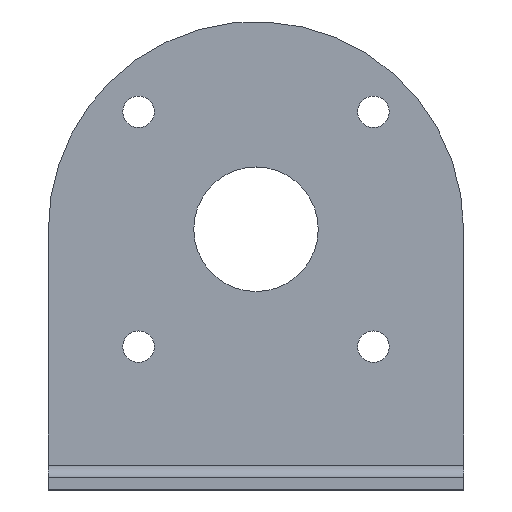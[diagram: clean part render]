
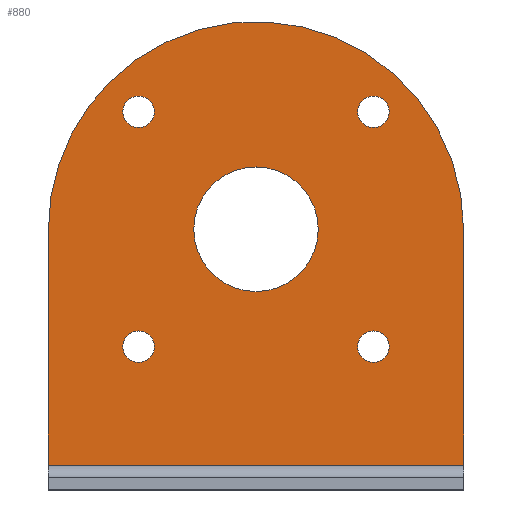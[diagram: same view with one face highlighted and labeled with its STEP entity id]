
A CAD part, top view. The second image highlights one B-rep face of the part: STEP entity #880.
In plain terms, the highlighted planar face has unit normal (0, 0, 1).
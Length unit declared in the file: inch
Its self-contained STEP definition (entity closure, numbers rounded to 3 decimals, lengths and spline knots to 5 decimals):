
#55=CARTESIAN_POINT('',(-0.375,0.,0.075));
#56=VERTEX_POINT('',#55);
#65=CARTESIAN_POINT('',(0.375,0.,0.075));
#66=VERTEX_POINT('',#65);
#67=CARTESIAN_POINT('',(0.0,0.0,0.075));
#68=DIRECTION('',(0.0,0.0,-1.0));
#69=DIRECTION('',(-1.0,0.0,0.0));
#70=AXIS2_PLACEMENT_3D('',#67,#68,#69);
#71=CIRCLE('',#70,0.375);
#72=EDGE_CURVE('',#66,#56,#71,.T.);
#99=CARTESIAN_POINT('',(-0.88388,0.88388,0.075));
#100=VERTEX_POINT('',#99);
#116=CARTESIAN_POINT('',(-1.25,0.0,0.075));
#117=VERTEX_POINT('',#116);
#124=CARTESIAN_POINT('',(0.0,0.0,0.075));
#125=DIRECTION('',(0.0,0.0,-1.));
#126=DIRECTION('',(0.707,0.707,0.0));
#127=AXIS2_PLACEMENT_3D('',#124,#125,#126);
#128=CIRCLE('',#127,1.25);
#129=EDGE_CURVE('',#117,#100,#128,.T.);
#162=CARTESIAN_POINT('',(0.80211,0.70711,0.075));
#163=VERTEX_POINT('',#162);
#179=CARTESIAN_POINT('',(0.61211,0.70711,0.075));
#180=VERTEX_POINT('',#179);
#187=CARTESIAN_POINT('',(0.70711,0.70711,0.075));
#188=DIRECTION('',(0.0,0.0,-1.0));
#189=DIRECTION('',(1.0,0.0,0.0));
#190=AXIS2_PLACEMENT_3D('',#187,#188,#189);
#191=CIRCLE('',#190,0.095);
#192=EDGE_CURVE('',#163,#180,#191,.T.);
#225=CARTESIAN_POINT('',(0.70711,-0.80211,0.075));
#226=VERTEX_POINT('',#225);
#242=CARTESIAN_POINT('',(0.70711,-0.61211,0.075));
#243=VERTEX_POINT('',#242);
#250=CARTESIAN_POINT('',(0.70711,-0.70711,0.075));
#251=DIRECTION('',(0.0,0.0,-1.0));
#252=DIRECTION('',(0.0,-1.0,0.0));
#253=AXIS2_PLACEMENT_3D('',#250,#251,#252);
#254=CIRCLE('',#253,0.095);
#255=EDGE_CURVE('',#226,#243,#254,.T.);
#288=CARTESIAN_POINT('',(-0.70711,0.80211,0.075));
#289=VERTEX_POINT('',#288);
#305=CARTESIAN_POINT('',(-0.70711,0.61211,0.075));
#306=VERTEX_POINT('',#305);
#313=CARTESIAN_POINT('',(-0.70711,0.70711,0.075));
#314=DIRECTION('',(0.0,0.0,-1.0));
#315=DIRECTION('',(0.0,1.0,0.0));
#316=AXIS2_PLACEMENT_3D('',#313,#314,#315);
#317=CIRCLE('',#316,0.095);
#318=EDGE_CURVE('',#289,#306,#317,.T.);
#351=CARTESIAN_POINT('',(-0.80211,-0.70711,0.075));
#352=VERTEX_POINT('',#351);
#368=CARTESIAN_POINT('',(-0.61211,-0.70711,0.075));
#369=VERTEX_POINT('',#368);
#376=CARTESIAN_POINT('',(-0.70711,-0.70711,0.075));
#377=DIRECTION('',(0.0,0.0,-1.0));
#378=DIRECTION('',(-1.0,0.0,0.0));
#379=AXIS2_PLACEMENT_3D('',#376,#377,#378);
#380=CIRCLE('',#379,0.095);
#381=EDGE_CURVE('',#352,#369,#380,.T.);
#587=CARTESIAN_POINT('',(-0.70711,-0.70711,0.075));
#588=DIRECTION('',(0.0,0.0,-1.0));
#589=DIRECTION('',(-1.0,0.0,0.0));
#590=AXIS2_PLACEMENT_3D('',#587,#588,#589);
#591=CIRCLE('',#590,0.095);
#592=EDGE_CURVE('',#369,#352,#591,.T.);
#632=CARTESIAN_POINT('',(-0.70711,0.70711,0.075));
#633=DIRECTION('',(0.0,0.0,-1.0));
#634=DIRECTION('',(0.0,1.0,0.0));
#635=AXIS2_PLACEMENT_3D('',#632,#633,#634);
#636=CIRCLE('',#635,0.095);
#637=EDGE_CURVE('',#306,#289,#636,.T.);
#677=CARTESIAN_POINT('',(0.70711,-0.70711,0.075));
#678=DIRECTION('',(0.0,0.0,-1.0));
#679=DIRECTION('',(0.0,-1.0,0.0));
#680=AXIS2_PLACEMENT_3D('',#677,#678,#679);
#681=CIRCLE('',#680,0.095);
#682=EDGE_CURVE('',#243,#226,#681,.T.);
#722=CARTESIAN_POINT('',(0.70711,0.70711,0.075));
#723=DIRECTION('',(0.0,0.0,-1.0));
#724=DIRECTION('',(1.0,0.0,0.0));
#725=AXIS2_PLACEMENT_3D('',#722,#723,#724);
#726=CIRCLE('',#725,0.095);
#727=EDGE_CURVE('',#180,#163,#726,.T.);
#797=CARTESIAN_POINT('',(1.25,-1.42,0.075));
#798=VERTEX_POINT('',#797);
#806=CARTESIAN_POINT('',(-1.25,-1.42,0.075));
#807=VERTEX_POINT('',#806);
#808=CARTESIAN_POINT('',(-1.25,-1.42,0.075));
#809=DIRECTION('',(1.0,0.0,0.0));
#810=VECTOR('',#809,2.5);
#811=LINE('',#808,#810);
#812=EDGE_CURVE('',#807,#798,#811,.T.);
#824=CARTESIAN_POINT('',(0.0,-0.16,0.075));
#825=DIRECTION('',(0.0,0.0,1.0));
#826=DIRECTION('',(1.0,0.0,0.0));
#827=AXIS2_PLACEMENT_3D('',#824,#825,#826);
#828=PLANE('',#827);
#829=ORIENTED_EDGE('',*,*,#812,.T.);
#830=CARTESIAN_POINT('',(1.25,0.0,0.075));
#831=VERTEX_POINT('',#830);
#832=CARTESIAN_POINT('',(1.25,0.0,0.075));
#833=DIRECTION('',(0.0,-1.0,0.0));
#834=VECTOR('',#833,1.42);
#835=LINE('',#832,#834);
#836=EDGE_CURVE('',#831,#798,#835,.T.);
#837=ORIENTED_EDGE('',*,*,#836,.F.);
#838=CARTESIAN_POINT('',(0.0,0.0,0.075));
#839=DIRECTION('',(0.0,0.0,-1.));
#840=DIRECTION('',(0.707,0.707,0.0));
#841=AXIS2_PLACEMENT_3D('',#838,#839,#840);
#842=CIRCLE('',#841,1.25);
#843=EDGE_CURVE('',#100,#831,#842,.T.);
#844=ORIENTED_EDGE('',*,*,#843,.F.);
#845=ORIENTED_EDGE('',*,*,#129,.F.);
#846=CARTESIAN_POINT('',(-1.25,-1.42,0.075));
#847=DIRECTION('',(0.0,1.0,0.0));
#848=VECTOR('',#847,1.42);
#849=LINE('',#846,#848);
#850=EDGE_CURVE('',#807,#117,#849,.T.);
#851=ORIENTED_EDGE('',*,*,#850,.F.);
#852=EDGE_LOOP('',(#829,#837,#844,#845,#851));
#853=FACE_OUTER_BOUND('',#852,.T.);
#854=ORIENTED_EDGE('',*,*,#381,.T.);
#855=ORIENTED_EDGE('',*,*,#592,.T.);
#856=EDGE_LOOP('',(#854,#855));
#857=FACE_BOUND('',#856,.T.);
#858=ORIENTED_EDGE('',*,*,#318,.T.);
#859=ORIENTED_EDGE('',*,*,#637,.T.);
#860=EDGE_LOOP('',(#858,#859));
#861=FACE_BOUND('',#860,.T.);
#862=ORIENTED_EDGE('',*,*,#255,.T.);
#863=ORIENTED_EDGE('',*,*,#682,.T.);
#864=EDGE_LOOP('',(#862,#863));
#865=FACE_BOUND('',#864,.T.);
#866=ORIENTED_EDGE('',*,*,#192,.T.);
#867=ORIENTED_EDGE('',*,*,#727,.T.);
#868=EDGE_LOOP('',(#866,#867));
#869=FACE_BOUND('',#868,.T.);
#870=ORIENTED_EDGE('',*,*,#72,.T.);
#871=CARTESIAN_POINT('',(0.0,0.0,0.075));
#872=DIRECTION('',(0.0,0.0,-1.0));
#873=DIRECTION('',(-1.0,0.0,0.0));
#874=AXIS2_PLACEMENT_3D('',#871,#872,#873);
#875=CIRCLE('',#874,0.375);
#876=EDGE_CURVE('',#56,#66,#875,.T.);
#877=ORIENTED_EDGE('',*,*,#876,.T.);
#878=EDGE_LOOP('',(#870,#877));
#879=FACE_BOUND('',#878,.T.);
#880=ADVANCED_FACE('',(#853,#857,#861,#865,#869,#879),#828,.T.);
